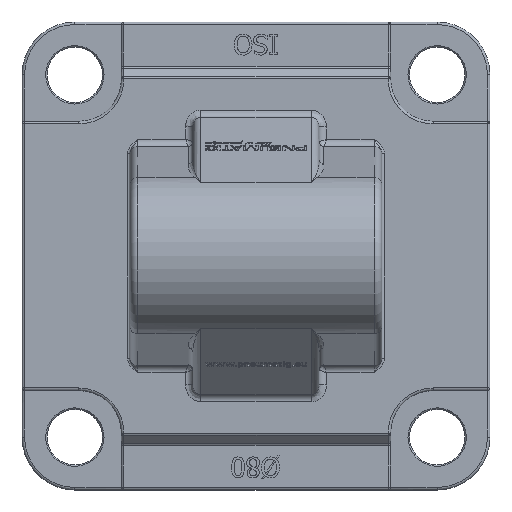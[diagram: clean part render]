
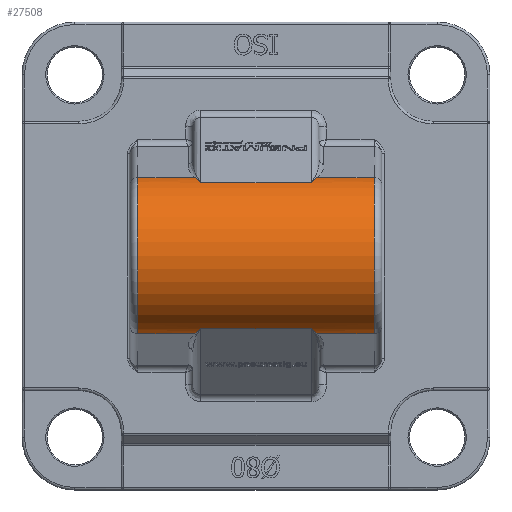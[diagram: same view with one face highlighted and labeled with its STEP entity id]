
A CAD part, top view. The second image highlights one B-rep face of the part: STEP entity #27508.
In plain terms, the highlighted cylindrical face has radius 16 mm (diameter 32 mm), a partial arc.
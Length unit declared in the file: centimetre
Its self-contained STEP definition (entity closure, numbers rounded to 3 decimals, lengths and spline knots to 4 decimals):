
#399=CIRCLE($,#28525,1.6);
#400=CIRCLE($,#28526,1.6);
#521=CYLINDRICAL_SURFACE($,#28524,1.6);
#2444=FACE_OUTER_BOUND($,#4045,.T.);
#4045=EDGE_LOOP($,(#24393,#24394,#24395,#24396,#24397,#24398,#24399,#24400,
#24401,#24402,#24403,#24404));
#4923=LINE($,#36767,#7019);
#5323=LINE($,#42879,#7419);
#6187=LINE($,#53804,#8283);
#6188=LINE($,#53808,#8284);
#6189=LINE($,#53823,#8285);
#6190=LINE($,#53827,#8286);
#7019=VECTOR($,#29761,2.2);
#7419=VECTOR($,#30349,2.2);
#8283=VECTOR($,#32257,1.1281);
#8284=VECTOR($,#32260,1.1281);
#8285=VECTOR($,#32261,1.1281);
#8286=VECTOR($,#32264,1.1281);
#10057=B_SPLINE_CURVE_WITH_KNOTS($,3,(#53694,#53695,#53696,#53697,#53698,
#53699),.UNSPECIFIED.,.F.,.F.,(4,2,4),(-0.3489,0.,0.0016),
 .UNSPECIFIED.);
#10059=B_SPLINE_CURVE_WITH_KNOTS($,3,(#53809,#53810,#53811,#53812,#53813,
#53814),.UNSPECIFIED.,.F.,.F.,(4,2,4),(-0.0015,0.,0.3489),
 .UNSPECIFIED.);
#10060=B_SPLINE_CURVE_WITH_KNOTS($,3,(#53816,#53817,#53818,#53819,#53820,
#53821),.UNSPECIFIED.,.F.,.F.,(4,2,4),(-0.3489,0.,0.0016),
 .UNSPECIFIED.);
#10061=B_SPLINE_CURVE_WITH_KNOTS($,3,(#53828,#53829,#53830,#53831,#53832,
#53833),.UNSPECIFIED.,.F.,.F.,(4,2,4),(-0.0015,0.,0.3489),
 .UNSPECIFIED.);
#10764=VERTEX_POINT($,#36763);
#10766=VERTEX_POINT($,#36766);
#11661=VERTEX_POINT($,#42873);
#11663=VERTEX_POINT($,#42877);
#12646=VERTEX_POINT($,#53692);
#12654=VERTEX_POINT($,#53803);
#12655=VERTEX_POINT($,#53805);
#12656=VERTEX_POINT($,#53807);
#12657=VERTEX_POINT($,#53815);
#12658=VERTEX_POINT($,#53822);
#12659=VERTEX_POINT($,#53824);
#12660=VERTEX_POINT($,#53826);
#13760=EDGE_CURVE($,#10766,#10764,#4923,.T.);
#14861=EDGE_CURVE($,#11663,#11661,#5323,.T.);
#16606=EDGE_CURVE($,#12646,#11663,#10057,.T.);
#16623=EDGE_CURVE($,#12654,#12646,#6187,.T.);
#16624=EDGE_CURVE($,#12655,#12654,#399,.T.);
#16625=EDGE_CURVE($,#12655,#12656,#6188,.T.);
#16626=EDGE_CURVE($,#10766,#12656,#10059,.T.);
#16627=EDGE_CURVE($,#12657,#10764,#10060,.T.);
#16628=EDGE_CURVE($,#12657,#12658,#6189,.T.);
#16629=EDGE_CURVE($,#12659,#12658,#400,.T.);
#16630=EDGE_CURVE($,#12660,#12659,#6190,.T.);
#16631=EDGE_CURVE($,#11661,#12660,#10061,.T.);
#24393=ORIENTED_EDGE($,*,*,#16606,.F.);
#24394=ORIENTED_EDGE($,*,*,#16623,.F.);
#24395=ORIENTED_EDGE($,*,*,#16624,.F.);
#24396=ORIENTED_EDGE($,*,*,#16625,.T.);
#24397=ORIENTED_EDGE($,*,*,#16626,.F.);
#24398=ORIENTED_EDGE($,*,*,#13760,.T.);
#24399=ORIENTED_EDGE($,*,*,#16627,.F.);
#24400=ORIENTED_EDGE($,*,*,#16628,.T.);
#24401=ORIENTED_EDGE($,*,*,#16629,.F.);
#24402=ORIENTED_EDGE($,*,*,#16630,.F.);
#24403=ORIENTED_EDGE($,*,*,#16631,.F.);
#24404=ORIENTED_EDGE($,*,*,#14861,.F.);
#27508=ADVANCED_FACE($,(#2444),#521,.T.);
#28524=AXIS2_PLACEMENT_3D($,#53802,#32255,#32256);
#28525=AXIS2_PLACEMENT_3D($,#53806,#32258,#32259);
#28526=AXIS2_PLACEMENT_3D($,#53825,#32262,#32263);
#29761=DIRECTION($,(1.,0.,0.));
#30349=DIRECTION($,(1.,0.,0.));
#32255=DIRECTION('center_axis',(1.,0.,0.));
#32256=DIRECTION('ref_axis',(0.,0.97,0.243));
#32257=DIRECTION($,(1.,0.,0.));
#32258=DIRECTION('center_axis',(-1.,0.,0.));
#32259=DIRECTION('ref_axis',(0.,0.,1.));
#32260=DIRECTION($,(1.,0.,0.));
#32261=DIRECTION($,(1.,0.,0.));
#32262=DIRECTION('center_axis',(1.,0.,0.));
#32263=DIRECTION('ref_axis',(0.,0.,1.));
#32264=DIRECTION($,(1.,0.,0.));
#36763=CARTESIAN_POINT('',(1.1,-1.4484,4.2798));
#36766=CARTESIAN_POINT('',(-1.1,-1.4484,4.2798));
#36767=CARTESIAN_POINT($,(-1.1,-1.4484,4.2798));
#42873=CARTESIAN_POINT('',(1.1,1.4484,4.2798));
#42877=CARTESIAN_POINT('',(-1.1,1.4484,4.2798));
#42879=CARTESIAN_POINT($,(-1.1,1.4484,4.2798));
#53692=CARTESIAN_POINT('',(-1.2219,1.5521,3.9885));
#53694=CARTESIAN_POINT('Ctrl Pts',(-1.2219,1.5521,3.9885));
#53695=CARTESIAN_POINT('Ctrl Pts',(-1.1841,1.527,4.0889));
#53696=CARTESIAN_POINT('Ctrl Pts',(-1.1422,1.4923,4.186));
#53697=CARTESIAN_POINT('Ctrl Pts',(-1.1004,1.4488,4.279));
#53698=CARTESIAN_POINT('Ctrl Pts',(-1.1002,1.4486,4.2794));
#53699=CARTESIAN_POINT('Ctrl Pts',(-1.1,1.4484,4.2798));
#53802=CARTESIAN_POINT('Origin',(0.,0.,3.6));
#53803=CARTESIAN_POINT('',(-2.35,1.5521,3.9885));
#53804=CARTESIAN_POINT($,(-2.35,1.5521,3.9885));
#53805=CARTESIAN_POINT('',(-2.35,-1.5521,3.9885));
#53806=CARTESIAN_POINT('Origin',(-2.35,0.,3.6));
#53807=CARTESIAN_POINT('',(-1.2219,-1.5521,3.9885));
#53808=CARTESIAN_POINT($,(-2.35,-1.5521,3.9885));
#53809=CARTESIAN_POINT('Ctrl Pts',(-1.1,-1.4484,4.2798));
#53810=CARTESIAN_POINT('Ctrl Pts',(-1.1002,-1.4486,
4.2794));
#53811=CARTESIAN_POINT('Ctrl Pts',(-1.1004,-1.4488,4.279));
#53812=CARTESIAN_POINT('Ctrl Pts',(-1.1422,-1.4923,4.186));
#53813=CARTESIAN_POINT('Ctrl Pts',(-1.1841,-1.527,4.0889));
#53814=CARTESIAN_POINT('Ctrl Pts',(-1.2219,-1.5521,3.9885));
#53815=CARTESIAN_POINT('',(1.2219,-1.5521,3.9885));
#53816=CARTESIAN_POINT('Ctrl Pts',(1.2219,-1.5521,3.9885));
#53817=CARTESIAN_POINT('Ctrl Pts',(1.1841,-1.527,4.0889));
#53818=CARTESIAN_POINT('Ctrl Pts',(1.1422,-1.4923,4.186));
#53819=CARTESIAN_POINT('Ctrl Pts',(1.1004,-1.4488,4.279));
#53820=CARTESIAN_POINT('Ctrl Pts',(1.1002,-1.4486,4.2794));
#53821=CARTESIAN_POINT('Ctrl Pts',(1.1,-1.4484,4.2798));
#53822=CARTESIAN_POINT('',(2.35,-1.5521,3.9885));
#53823=CARTESIAN_POINT($,(1.2219,-1.5521,3.9885));
#53824=CARTESIAN_POINT('',(2.35,1.5521,3.9885));
#53825=CARTESIAN_POINT('Origin',(2.35,0.,3.6));
#53826=CARTESIAN_POINT('',(1.2219,1.5521,3.9885));
#53827=CARTESIAN_POINT($,(1.2219,1.5521,3.9885));
#53828=CARTESIAN_POINT('Ctrl Pts',(1.1,1.4484,4.2798));
#53829=CARTESIAN_POINT('Ctrl Pts',(1.1002,1.4486,4.2794));
#53830=CARTESIAN_POINT('Ctrl Pts',(1.1004,1.4488,4.279));
#53831=CARTESIAN_POINT('Ctrl Pts',(1.1422,1.4923,4.186));
#53832=CARTESIAN_POINT('Ctrl Pts',(1.1841,1.527,4.0889));
#53833=CARTESIAN_POINT('Ctrl Pts',(1.2219,1.5521,3.9885));
